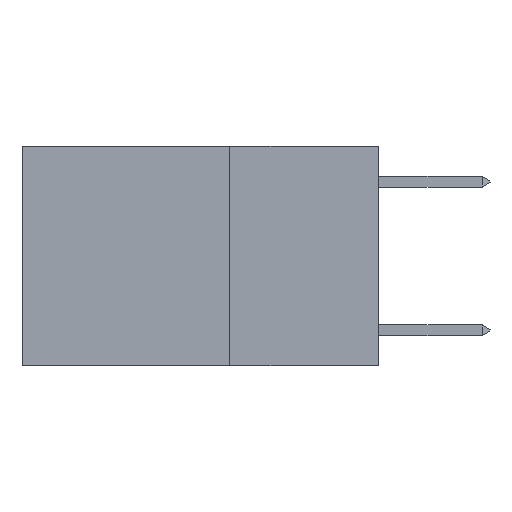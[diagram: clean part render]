
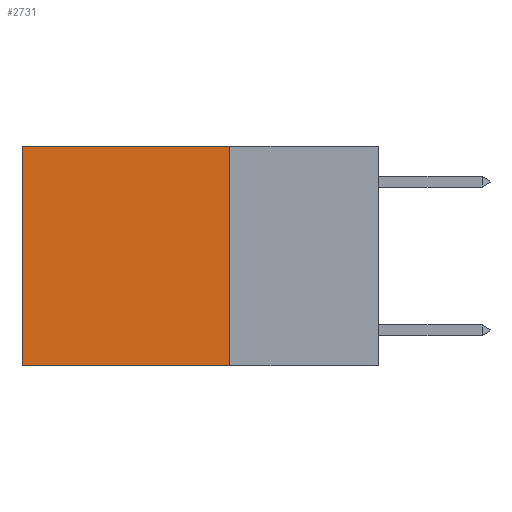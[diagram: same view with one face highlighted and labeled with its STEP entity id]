
A CAD part, left-side view. The second image highlights one B-rep face of the part: STEP entity #2731.
In plain terms, the highlighted planar face has unit normal (-1, 0, 0).
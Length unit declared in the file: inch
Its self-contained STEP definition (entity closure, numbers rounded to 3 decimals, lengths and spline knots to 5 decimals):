
#915 = CARTESIAN_POINT ( 'NONE',  ( 0.2625, 0.6, 0. ) ) ;
#1397 = CARTESIAN_POINT ( 'NONE',  ( 0.2625, 0.25, 0. ) ) ;
#1460 = DIRECTION ( 'NONE',  ( 0., 0., -1. ) ) ;
#1611 = CARTESIAN_POINT ( 'NONE',  ( 0.2625, 0.25, 0. ) ) ;
#1922 = ORIENTED_EDGE ( 'NONE', *, *, #15722, .T. ) ;
#2168 = EDGE_LOOP ( 'NONE', ( #1922, #3121, #15000, #3483 ) ) ;
#2556 = VECTOR ( 'NONE', #1460, 39.37008 ) ;
#2731 = ADVANCED_FACE ( 'NONE', ( #15669 ), #10532, .F. ) ;
#2753 = LINE ( 'NONE', #6602, #2556 ) ;
#3121 = ORIENTED_EDGE ( 'NONE', *, *, #14662, .F. ) ;
#3483 = ORIENTED_EDGE ( 'NONE', *, *, #10660, .T. ) ;
#3572 = CARTESIAN_POINT ( 'NONE',  ( 0.2625, 0.6, -0.37 ) ) ;
#4402 = VERTEX_POINT ( 'NONE', #1611 ) ;
#5446 = CARTESIAN_POINT ( 'NONE',  ( 0.2625, 0.6, 0. ) ) ;
#6602 = CARTESIAN_POINT ( 'NONE',  ( 0.2625, 0.25, 0. ) ) ;
#8157 = CARTESIAN_POINT ( 'NONE',  ( 0.2625, 0.25, 0. ) ) ;
#8994 = LINE ( 'NONE', #1397, #14706 ) ;
#9514 = DIRECTION ( 'NONE',  ( 0., 1., 0. ) ) ;
#9698 = EDGE_CURVE ( 'NONE', #4402, #12135, #2753, .T. ) ;
#10522 = VECTOR ( 'NONE', #9514, 39.37008 ) ;
#10532 = PLANE ( 'NONE',  #14747 ) ;
#10660 = EDGE_CURVE ( 'NONE', #4402, #13302, #8994, .T. ) ;
#11792 = CARTESIAN_POINT ( 'NONE',  ( 0.2625, 0.25, -0.37 ) ) ;
#12084 = CARTESIAN_POINT ( 'NONE',  ( 0.2625, 0.25, -0.37 ) ) ;
#12135 = VERTEX_POINT ( 'NONE', #12084 ) ;
#12768 = VERTEX_POINT ( 'NONE', #3572 ) ;
#12936 = LINE ( 'NONE', #5446, #14989 ) ;
#12983 = DIRECTION ( 'NONE',  ( 1., 0., 0. ) ) ;
#13015 = DIRECTION ( 'NONE',  ( 0., 0., -1. ) ) ;
#13141 = DIRECTION ( 'NONE',  ( 0., 0., -1. ) ) ;
#13302 = VERTEX_POINT ( 'NONE', #915 ) ;
#13973 = DIRECTION ( 'NONE',  ( 0., 1., 0. ) ) ;
#14662 = EDGE_CURVE ( 'NONE', #12135, #12768, #15697, .T. ) ;
#14706 = VECTOR ( 'NONE', #13973, 39.37008 ) ;
#14747 = AXIS2_PLACEMENT_3D ( 'NONE', #8157, #12983, #13141 ) ;
#14989 = VECTOR ( 'NONE', #13015, 39.37008 ) ;
#15000 = ORIENTED_EDGE ( 'NONE', *, *, #9698, .F. ) ;
#15669 = FACE_OUTER_BOUND ( 'NONE', #2168, .T. ) ;
#15697 = LINE ( 'NONE', #11792, #10522 ) ;
#15722 = EDGE_CURVE ( 'NONE', #13302, #12768, #12936, .T. ) ;
